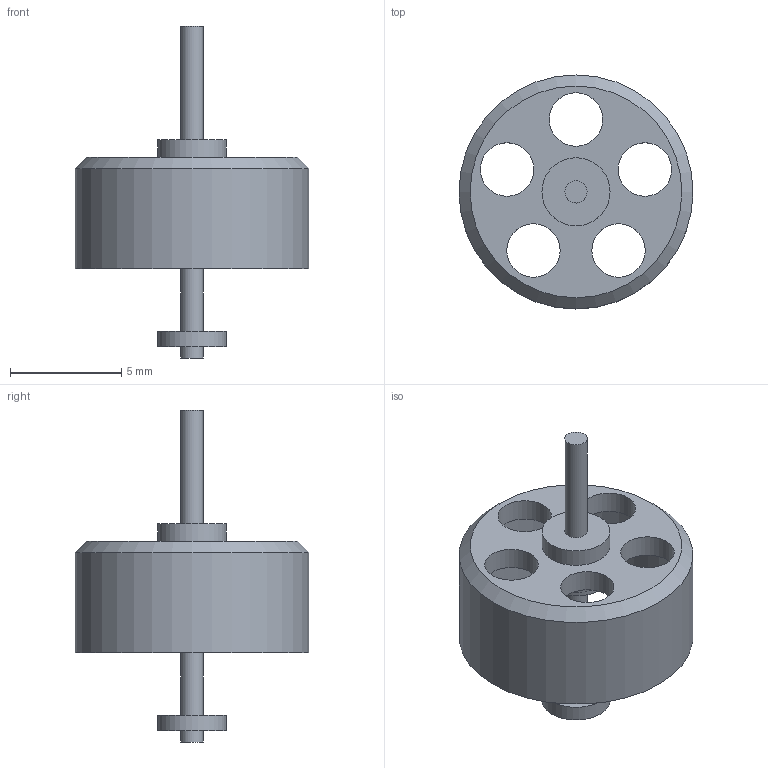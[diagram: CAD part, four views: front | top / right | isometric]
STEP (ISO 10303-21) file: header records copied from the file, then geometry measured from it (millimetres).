
FILE_DESCRIPTION(/* description */ ('STEP AP242','CAx-IF Rec.Pracs.---Representation and Presentation of Product Manufacturing Information (PMI)---4.0---2014-10-13','CAx-IF Rec.Pracs.---3D Tessellated Geometry---0.4---2014-09-14','2;1'),/* implementation_level */ '2;1');
FILE_NAME(/* name */ 'base motor assembly - bell',/* time_stamp */ '2024-07-25T17:45:46Z',/* author */ (''),/* organization */ (''),/* preprocessor_version */ 'ST-DEVELOPER v20',/* originating_system */ ' ',/* authorisation */ ' ');
FILE_SCHEMA (('AP242_MANAGED_MODEL_BASED_3D_ENGINEERING_MIM_LF { 1 0 10303 442 1 1 4 }'));
Length unit declared in the file: metre
Products named in the file (1): bell
Bounding box: 10.5 x 10.5 x 14.9 mm (x, y, z)
Volume: 172.7 mm3; surface area: 503.4 mm2
Topology: 1 solids, 1 shells, 24 faces, 47 edges, 32 vertices
Faces by surface type: cylinder 13, plane 9, cone 2
Full cylindrical faces by diameter (mm): 1 x3, 2.4 x5, 3 x1, 3.06 x2, 9.1 x1, 10.5 x1
Entity records: 694 total; most frequent: DIRECTION 106, CARTESIAN_POINT 81, ORIENTED_EDGE 56, EDGE_LOOP 56, FACE_BOUND 56, AXIS2_PLACEMENT_3D 53, EDGE_CURVE 28, VERTEX_POINT 28
